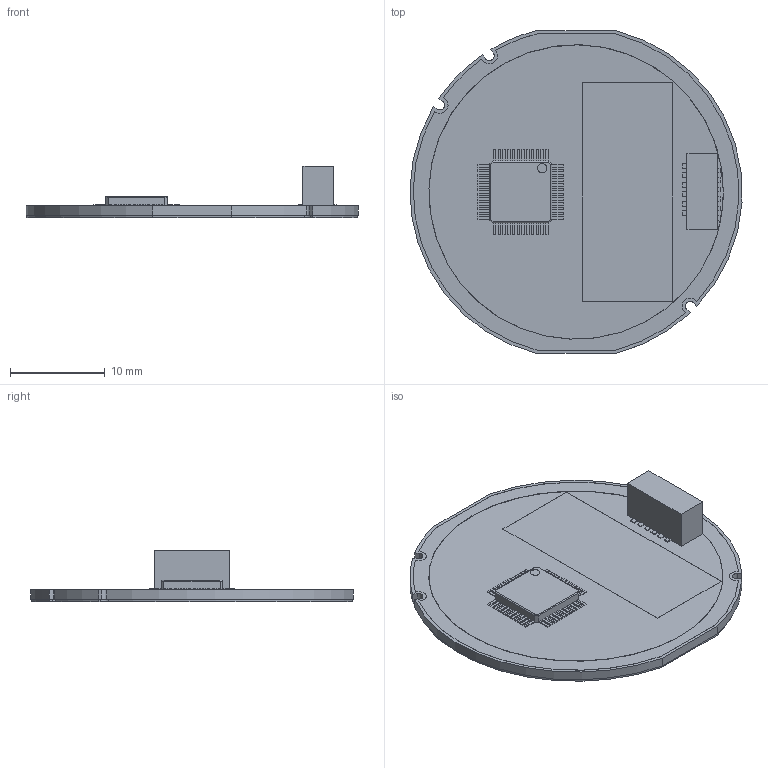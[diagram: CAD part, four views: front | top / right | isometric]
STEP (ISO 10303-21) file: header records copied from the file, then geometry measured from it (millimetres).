
FILE_DESCRIPTION(/* description */ ('Unknown'),/* implementation_level */ '2;1');
FILE_NAME(/* name */ 'TM035035-2024-003',/* time_stamp */ '2025-03-31T10:26:57+02:00',/* author */ ('Unknown'),/* organization */ ('Unknown'),/* preprocessor_version */ 'ST-DEVELOPER v19.4',/* originating_system */ 'Solid Edge',/* authorisation */ 'Unknown');
FILE_SCHEMA (('AUTOMOTIVE_DESIGN {1 0 10303 214 3 1 1}'));
Length unit declared in the file: millimetre
Products named in the file (1): TM035035-2024-003
Bounding box: 34.96 x 34 x 5.41 mm (x, y, z)
Volume: 1349.8 mm3; surface area: 2187.3 mm2
Topology: 1 solids, 1 shells, 345 faces, 995 edges, 661 vertices
Faces by surface type: plane 301, cylinder 44
Full cylindrical faces by diameter (mm): 0.999 x1, 31 x1
Entity records: 13576 total; most frequent: CARTESIAN_POINT 1998, ORIENTED_EDGE 1984, DIRECTION 1764, EDGE_CURVE 992, LINE 912, VECTOR 912, VERTEX_POINT 660, AXIS2_PLACEMENT_3D 426
